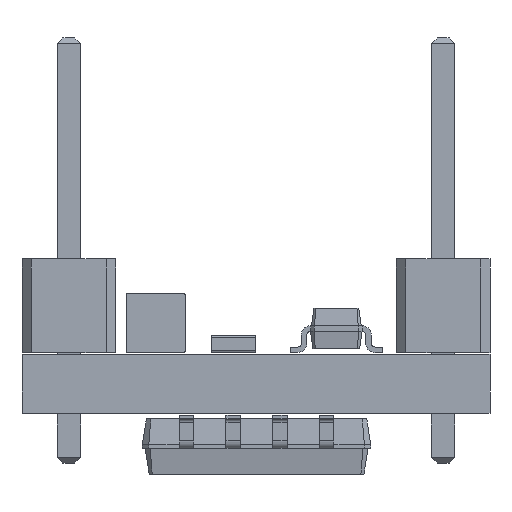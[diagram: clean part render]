
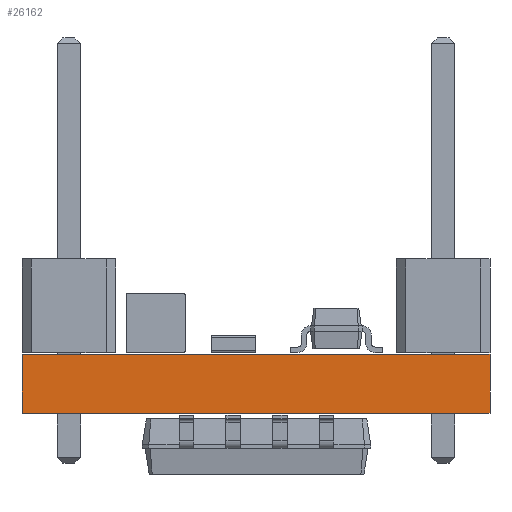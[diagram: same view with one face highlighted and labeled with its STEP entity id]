
A CAD part, front view. The second image highlights one B-rep face of the part: STEP entity #26162.
In plain terms, the highlighted planar face has unit normal (0, -1, 0).
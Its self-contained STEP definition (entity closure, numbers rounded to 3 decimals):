
#25981 = PLANE('',#25982);
#25982 = AXIS2_PLACEMENT_3D('',#25983,#25984,#25985);
#25983 = CARTESIAN_POINT('',(128.27,-125.73,0.));
#25984 = DIRECTION('',(1.,0.,0.));
#25985 = DIRECTION('',(0.,-1.,0.));
#26006 = VERTEX_POINT('',#26007);
#26007 = CARTESIAN_POINT('',(128.27,-135.89,1.6));
#26021 = PLANE('',#26022);
#26022 = AXIS2_PLACEMENT_3D('',#26023,#26024,#26025);
#26023 = CARTESIAN_POINT('',(134.62,-130.81,1.6));
#26024 = DIRECTION('',(0.,0.,1.));
#26025 = DIRECTION('',(1.,0.,0.));
#26033 = EDGE_CURVE('',#26034,#26006,#26036,.T.);
#26034 = VERTEX_POINT('',#26035);
#26035 = CARTESIAN_POINT('',(128.27,-135.89,0.));
#26036 = SURFACE_CURVE('',#26037,(#26041,#26048),.PCURVE_S1.);
#26037 = LINE('',#26038,#26039);
#26038 = CARTESIAN_POINT('',(128.27,-135.89,0.));
#26039 = VECTOR('',#26040,1.);
#26040 = DIRECTION('',(0.,0.,1.));
#26041 = PCURVE('',#25981,#26042);
#26042 = DEFINITIONAL_REPRESENTATION('',(#26043),#26047);
#26043 = LINE('',#26044,#26045);
#26044 = CARTESIAN_POINT('',(10.16,0.));
#26045 = VECTOR('',#26046,1.);
#26046 = DIRECTION('',(0.,-1.));
#26047 = ( GEOMETRIC_REPRESENTATION_CONTEXT(2) 
PARAMETRIC_REPRESENTATION_CONTEXT() REPRESENTATION_CONTEXT('2D SPACE',''
  ) );
#26048 = PCURVE('',#26049,#26054);
#26049 = PLANE('',#26050);
#26050 = AXIS2_PLACEMENT_3D('',#26051,#26052,#26053);
#26051 = CARTESIAN_POINT('',(128.27,-135.89,0.));
#26052 = DIRECTION('',(0.,1.,0.));
#26053 = DIRECTION('',(1.,0.,0.));
#26054 = DEFINITIONAL_REPRESENTATION('',(#26055),#26059);
#26055 = LINE('',#26056,#26057);
#26056 = CARTESIAN_POINT('',(0.,0.));
#26057 = VECTOR('',#26058,1.);
#26058 = DIRECTION('',(0.,-1.));
#26059 = ( GEOMETRIC_REPRESENTATION_CONTEXT(2) 
PARAMETRIC_REPRESENTATION_CONTEXT() REPRESENTATION_CONTEXT('2D SPACE',''
  ) );
#26075 = PLANE('',#26076);
#26076 = AXIS2_PLACEMENT_3D('',#26077,#26078,#26079);
#26077 = CARTESIAN_POINT('',(134.62,-130.81,0.));
#26078 = DIRECTION('',(0.,0.,1.));
#26079 = DIRECTION('',(1.,0.,0.));
#26108 = PLANE('',#26109);
#26109 = AXIS2_PLACEMENT_3D('',#26110,#26111,#26112);
#26110 = CARTESIAN_POINT('',(140.97,-135.89,0.));
#26111 = DIRECTION('',(-1.,0.,0.));
#26112 = DIRECTION('',(0.,1.,0.));
#26162 = ADVANCED_FACE('',(#26163),#26049,.F.);
#26163 = FACE_BOUND('',#26164,.F.);
#26164 = EDGE_LOOP('',(#26165,#26166,#26189,#26212));
#26165 = ORIENTED_EDGE('',*,*,#26033,.T.);
#26166 = ORIENTED_EDGE('',*,*,#26167,.T.);
#26167 = EDGE_CURVE('',#26006,#26168,#26170,.T.);
#26168 = VERTEX_POINT('',#26169);
#26169 = CARTESIAN_POINT('',(140.97,-135.89,1.6));
#26170 = SURFACE_CURVE('',#26171,(#26175,#26182),.PCURVE_S1.);
#26171 = LINE('',#26172,#26173);
#26172 = CARTESIAN_POINT('',(128.27,-135.89,1.6));
#26173 = VECTOR('',#26174,1.);
#26174 = DIRECTION('',(1.,0.,0.));
#26175 = PCURVE('',#26049,#26176);
#26176 = DEFINITIONAL_REPRESENTATION('',(#26177),#26181);
#26177 = LINE('',#26178,#26179);
#26178 = CARTESIAN_POINT('',(0.,-1.6));
#26179 = VECTOR('',#26180,1.);
#26180 = DIRECTION('',(1.,0.));
#26181 = ( GEOMETRIC_REPRESENTATION_CONTEXT(2) 
PARAMETRIC_REPRESENTATION_CONTEXT() REPRESENTATION_CONTEXT('2D SPACE',''
  ) );
#26182 = PCURVE('',#26021,#26183);
#26183 = DEFINITIONAL_REPRESENTATION('',(#26184),#26188);
#26184 = LINE('',#26185,#26186);
#26185 = CARTESIAN_POINT('',(-6.35,-5.08));
#26186 = VECTOR('',#26187,1.);
#26187 = DIRECTION('',(1.,0.));
#26188 = ( GEOMETRIC_REPRESENTATION_CONTEXT(2) 
PARAMETRIC_REPRESENTATION_CONTEXT() REPRESENTATION_CONTEXT('2D SPACE',''
  ) );
#26189 = ORIENTED_EDGE('',*,*,#26190,.F.);
#26190 = EDGE_CURVE('',#26191,#26168,#26193,.T.);
#26191 = VERTEX_POINT('',#26192);
#26192 = CARTESIAN_POINT('',(140.97,-135.89,0.));
#26193 = SURFACE_CURVE('',#26194,(#26198,#26205),.PCURVE_S1.);
#26194 = LINE('',#26195,#26196);
#26195 = CARTESIAN_POINT('',(140.97,-135.89,0.));
#26196 = VECTOR('',#26197,1.);
#26197 = DIRECTION('',(0.,0.,1.));
#26198 = PCURVE('',#26049,#26199);
#26199 = DEFINITIONAL_REPRESENTATION('',(#26200),#26204);
#26200 = LINE('',#26201,#26202);
#26201 = CARTESIAN_POINT('',(12.7,0.));
#26202 = VECTOR('',#26203,1.);
#26203 = DIRECTION('',(0.,-1.));
#26204 = ( GEOMETRIC_REPRESENTATION_CONTEXT(2) 
PARAMETRIC_REPRESENTATION_CONTEXT() REPRESENTATION_CONTEXT('2D SPACE',''
  ) );
#26205 = PCURVE('',#26108,#26206);
#26206 = DEFINITIONAL_REPRESENTATION('',(#26207),#26211);
#26207 = LINE('',#26208,#26209);
#26208 = CARTESIAN_POINT('',(0.,0.));
#26209 = VECTOR('',#26210,1.);
#26210 = DIRECTION('',(0.,-1.));
#26211 = ( GEOMETRIC_REPRESENTATION_CONTEXT(2) 
PARAMETRIC_REPRESENTATION_CONTEXT() REPRESENTATION_CONTEXT('2D SPACE',''
  ) );
#26212 = ORIENTED_EDGE('',*,*,#26213,.F.);
#26213 = EDGE_CURVE('',#26034,#26191,#26214,.T.);
#26214 = SURFACE_CURVE('',#26215,(#26219,#26226),.PCURVE_S1.);
#26215 = LINE('',#26216,#26217);
#26216 = CARTESIAN_POINT('',(128.27,-135.89,0.));
#26217 = VECTOR('',#26218,1.);
#26218 = DIRECTION('',(1.,0.,0.));
#26219 = PCURVE('',#26049,#26220);
#26220 = DEFINITIONAL_REPRESENTATION('',(#26221),#26225);
#26221 = LINE('',#26222,#26223);
#26222 = CARTESIAN_POINT('',(0.,0.));
#26223 = VECTOR('',#26224,1.);
#26224 = DIRECTION('',(1.,0.));
#26225 = ( GEOMETRIC_REPRESENTATION_CONTEXT(2) 
PARAMETRIC_REPRESENTATION_CONTEXT() REPRESENTATION_CONTEXT('2D SPACE',''
  ) );
#26226 = PCURVE('',#26075,#26227);
#26227 = DEFINITIONAL_REPRESENTATION('',(#26228),#26232);
#26228 = LINE('',#26229,#26230);
#26229 = CARTESIAN_POINT('',(-6.35,-5.08));
#26230 = VECTOR('',#26231,1.);
#26231 = DIRECTION('',(1.,0.));
#26232 = ( GEOMETRIC_REPRESENTATION_CONTEXT(2) 
PARAMETRIC_REPRESENTATION_CONTEXT() REPRESENTATION_CONTEXT('2D SPACE',''
  ) );
